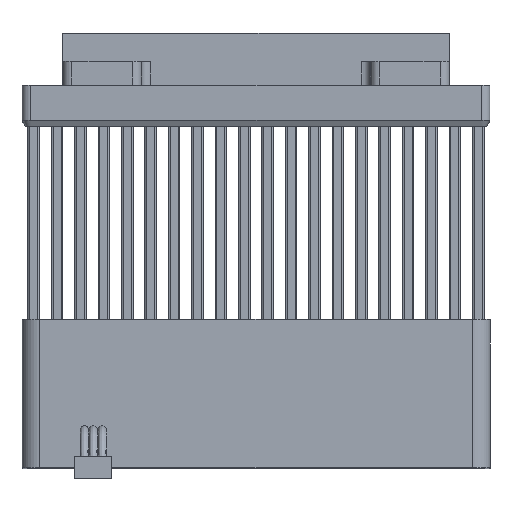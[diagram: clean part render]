
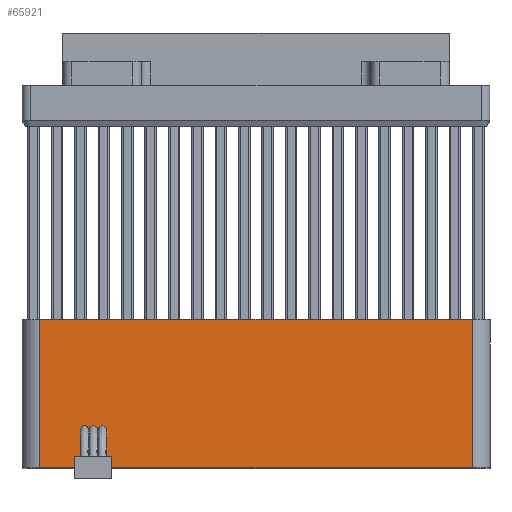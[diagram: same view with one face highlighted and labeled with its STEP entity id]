
A CAD part, top view. The second image highlights one B-rep face of the part: STEP entity #65921.
In plain terms, the highlighted planar face has unit normal (0, 0, 1).
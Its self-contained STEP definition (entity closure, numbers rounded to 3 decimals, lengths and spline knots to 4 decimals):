
#1656 = CARTESIAN_POINT ( 'NONE',  ( -1.0644, -2.3228, 1.5748 ) ) ;
#1777 = LINE ( 'NONE', #82681, #96654 ) ;
#3033 = ORIENTED_EDGE ( 'NONE', *, *, #43347, .F. ) ;
#5040 = AXIS2_PLACEMENT_3D ( 'NONE', #46732, #97788, #96492 ) ;
#5768 = EDGE_CURVE ( 'NONE', #39700, #90849, #26117, .T. ) ;
#6305 = ORIENTED_EDGE ( 'NONE', *, *, #117170, .F. ) ;
#8164 = CARTESIAN_POINT ( 'NONE',  ( -1.0957, -2.3228, 1.5748 ) ) ;
#8207 = EDGE_CURVE ( 'NONE', #24189, #130834, #1777, .T. ) ;
#11629 = CARTESIAN_POINT ( 'NONE',  ( -1.5748, -1.5748, 1.5748 ) ) ;
#12325 = AXIS2_PLACEMENT_3D ( 'NONE', #75305, #16251, #126994 ) ;
#12548 = VERTEX_POINT ( 'NONE', #122959 ) ;
#13576 = CARTESIAN_POINT ( 'NONE',  ( -1.0669, -2.3228, 1.5748 ) ) ;
#15619 = LINE ( 'NONE', #38169, #125974 ) ;
#16251 = DIRECTION ( 'NONE',  ( 0., 0., 1. ) ) ;
#16585 = FACE_BOUND ( 'NONE', #106802, .T. ) ;
#16932 = DIRECTION ( 'NONE',  ( 1., 0., 0. ) ) ;
#17564 = EDGE_CURVE ( 'NONE', #24189, #12548, #102469, .T. ) ;
#23901 = DIRECTION ( 'NONE',  ( -1., 0., 0. ) ) ;
#24189 = VERTEX_POINT ( 'NONE', #27452 ) ;
#25359 = CIRCLE ( 'NONE', #80480, 0.0287 ) ;
#25863 = FACE_BOUND ( 'NONE', #30545, .T. ) ;
#26117 = CIRCLE ( 'NONE', #96071, 0.0287 ) ;
#26803 = ORIENTED_EDGE ( 'NONE', *, *, #5768, .F. ) ;
#27452 = CARTESIAN_POINT ( 'NONE',  ( -1.4567, -1.5748, 1.5748 ) ) ;
#28056 = DIRECTION ( 'NONE',  ( 0., 0., 1. ) ) ;
#30461 = CARTESIAN_POINT ( 'NONE',  ( -1.1244, -2.3228, 1.5748 ) ) ;
#30499 = CIRCLE ( 'NONE', #5040, 0.0287 ) ;
#30529 = CARTESIAN_POINT ( 'NONE',  ( -1.0957, -2.3228, 1.5748 ) ) ;
#30545 = EDGE_LOOP ( 'NONE', ( #3033, #26803 ) ) ;
#30604 = ORIENTED_EDGE ( 'NONE', *, *, #51360, .T. ) ;
#31843 = CARTESIAN_POINT ( 'NONE',  ( -1.0069, -2.3228, 1.5748 ) ) ;
#32280 = DIRECTION ( 'NONE',  ( -1., 0., 0. ) ) ;
#32285 = DIRECTION ( 'NONE',  ( 0., -1., 0. ) ) ;
#34042 = EDGE_CURVE ( 'NONE', #72072, #66793, #25359, .T. ) ;
#38169 = CARTESIAN_POINT ( 'NONE',  ( -1.5748, -2.5748, 1.5748 ) ) ;
#39700 = VERTEX_POINT ( 'NONE', #30461 ) ;
#43347 = EDGE_CURVE ( 'NONE', #90849, #39700, #58294, .T. ) ;
#45123 = PLANE ( 'NONE',  #67715 ) ;
#46732 = CARTESIAN_POINT ( 'NONE',  ( -1.0357, -2.3228, 1.5748 ) ) ;
#47284 = CARTESIAN_POINT ( 'NONE',  ( -1.1844, -2.3228, 1.5748 ) ) ;
#51360 = EDGE_CURVE ( 'NONE', #130834, #123216, #15619, .T. ) ;
#54804 = DIRECTION ( 'NONE',  ( 0., 0., 1. ) ) ;
#55562 = LINE ( 'NONE', #95997, #129899 ) ;
#57914 = DIRECTION ( 'NONE',  ( -1., 0., 0. ) ) ;
#58294 = CIRCLE ( 'NONE', #81560, 0.0287 ) ;
#62473 = DIRECTION ( 'NONE',  ( -1., 0., 0. ) ) ;
#63856 = EDGE_CURVE ( 'NONE', #66793, #72072, #30499, .T. ) ;
#64770 = EDGE_CURVE ( 'NONE', #123216, #12548, #55562, .T. ) ;
#65921 = ADVANCED_FACE ( 'NONE', ( #16585, #25863, #66337, #106779 ), #45123, .T. ) ;
#66337 = FACE_BOUND ( 'NONE', #106675, .T. ) ;
#66793 = VERTEX_POINT ( 'NONE', #1656 ) ;
#67715 = AXIS2_PLACEMENT_3D ( 'NONE', #116076, #106115, #23901 ) ;
#72072 = VERTEX_POINT ( 'NONE', #31843 ) ;
#72403 = CARTESIAN_POINT ( 'NONE',  ( -1.1557, -2.3228, 1.5748 ) ) ;
#74407 = ORIENTED_EDGE ( 'NONE', *, *, #34042, .F. ) ;
#75305 = CARTESIAN_POINT ( 'NONE',  ( -1.1557, -2.3228, 1.5748 ) ) ;
#76107 = DIRECTION ( 'NONE',  ( 0., 1., 0. ) ) ;
#79027 = VERTEX_POINT ( 'NONE', #47284 ) ;
#80480 = AXIS2_PLACEMENT_3D ( 'NONE', #123131, #54804, #32280 ) ;
#81560 = AXIS2_PLACEMENT_3D ( 'NONE', #8164, #28056, #57914 ) ;
#82681 = CARTESIAN_POINT ( 'NONE',  ( -1.4567, -2.5748, 1.5748 ) ) ;
#83819 = ORIENTED_EDGE ( 'NONE', *, *, #8207, .T. ) ;
#90849 = VERTEX_POINT ( 'NONE', #13576 ) ;
#92542 = DIRECTION ( 'NONE',  ( 1., 0., 0. ) ) ;
#94228 = ORIENTED_EDGE ( 'NONE', *, *, #17564, .F. ) ;
#94656 = ORIENTED_EDGE ( 'NONE', *, *, #123933, .F. ) ;
#94756 = CARTESIAN_POINT ( 'NONE',  ( -1.4567, -2.5748, 1.5748 ) ) ;
#95651 = CARTESIAN_POINT ( 'NONE',  ( 1.4567, -2.5748, 1.5748 ) ) ;
#95997 = CARTESIAN_POINT ( 'NONE',  ( 1.4567, -2.5748, 1.5748 ) ) ;
#96071 = AXIS2_PLACEMENT_3D ( 'NONE', #30529, #101478, #112070 ) ;
#96492 = DIRECTION ( 'NONE',  ( -1., 0., 0. ) ) ;
#96654 = VECTOR ( 'NONE', #32285, 39.3701 ) ;
#97788 = DIRECTION ( 'NONE',  ( 0., 0., 1. ) ) ;
#100631 = CIRCLE ( 'NONE', #124036, 0.0287 ) ;
#101478 = DIRECTION ( 'NONE',  ( 0., 0., 1. ) ) ;
#102469 = LINE ( 'NONE', #11629, #102651 ) ;
#102651 = VECTOR ( 'NONE', #92542, 39.3701 ) ;
#103383 = CIRCLE ( 'NONE', #12325, 0.0287 ) ;
#106115 = DIRECTION ( 'NONE',  ( 0., 0., 1. ) ) ;
#106675 = EDGE_LOOP ( 'NONE', ( #6305, #94656 ) ) ;
#106779 = FACE_OUTER_BOUND ( 'NONE', #117069, .T. ) ;
#106802 = EDGE_LOOP ( 'NONE', ( #74407, #109130 ) ) ;
#109130 = ORIENTED_EDGE ( 'NONE', *, *, #63856, .F. ) ;
#111545 = DIRECTION ( 'NONE',  ( 0., 0., 1. ) ) ;
#112070 = DIRECTION ( 'NONE',  ( -1., 0., 0. ) ) ;
#116076 = CARTESIAN_POINT ( 'NONE',  ( -1.5748, -2.5748, 1.5748 ) ) ;
#116080 = ORIENTED_EDGE ( 'NONE', *, *, #64770, .T. ) ;
#117069 = EDGE_LOOP ( 'NONE', ( #94228, #83819, #30604, #116080 ) ) ;
#117170 = EDGE_CURVE ( 'NONE', #126610, #79027, #100631, .T. ) ;
#122959 = CARTESIAN_POINT ( 'NONE',  ( 1.4567, -1.5748, 1.5748 ) ) ;
#123131 = CARTESIAN_POINT ( 'NONE',  ( -1.0357, -2.3228, 1.5748 ) ) ;
#123216 = VERTEX_POINT ( 'NONE', #95651 ) ;
#123933 = EDGE_CURVE ( 'NONE', #79027, #126610, #103383, .T. ) ;
#124036 = AXIS2_PLACEMENT_3D ( 'NONE', #72403, #111545, #62473 ) ;
#125974 = VECTOR ( 'NONE', #16932, 39.3701 ) ;
#126610 = VERTEX_POINT ( 'NONE', #129405 ) ;
#126994 = DIRECTION ( 'NONE',  ( -1., 0., 0. ) ) ;
#129405 = CARTESIAN_POINT ( 'NONE',  ( -1.1269, -2.3228, 1.5748 ) ) ;
#129899 = VECTOR ( 'NONE', #76107, 39.3701 ) ;
#130834 = VERTEX_POINT ( 'NONE', #94756 ) ;
